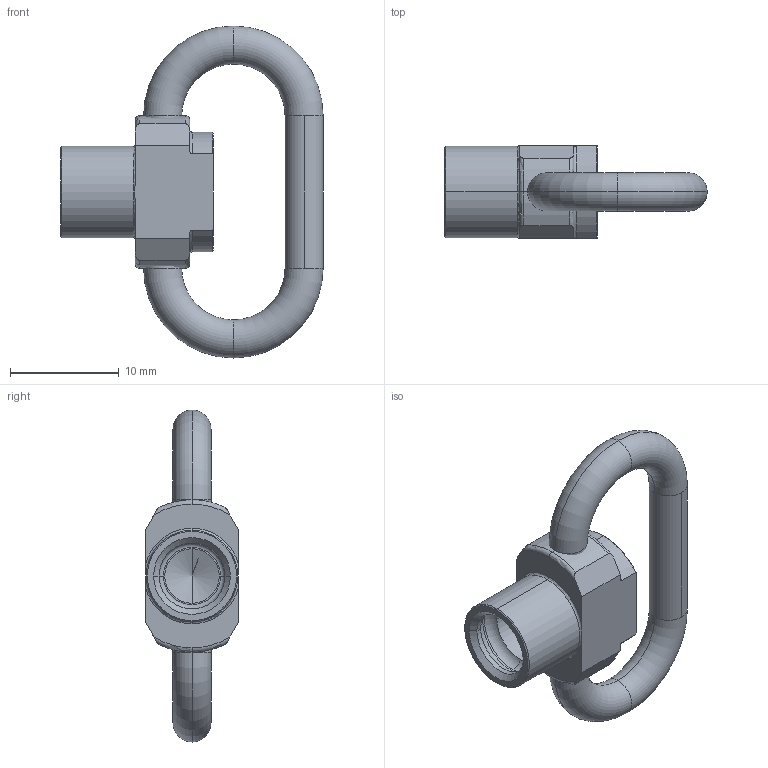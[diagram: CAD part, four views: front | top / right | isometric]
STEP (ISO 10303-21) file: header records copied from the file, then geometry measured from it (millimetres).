
FILE_DESCRIPTION(('STEP AP214'),'1');
FILE_NAME('HALDERN_EH_22330_1409.stp','2020-11-13T10:46:32',('TraceParts'),('TraceParts S.A.'),'Spatial InterOp 3D',' ',' ');
FILE_SCHEMA(('AUTOMOTIVE_DESIGN { 1 0 10303 214 1 1 1 1 }'));
Length unit declared in the file: millimetre
Products named in the file (1): HALDERN_EH_22330_1409_1
Bounding box: 24.1 x 8.5 x 30.5 mm (x, y, z)
Volume: 1354 mm3; surface area: 1564.8 mm2
Topology: 2 solids, 2 shells, 77 faces, 186 edges, 113 vertices
Faces by surface type: torus 28, cylinder 24, plane 15, cone 10
Entity records: 3010 total; most frequent: CARTESIAN_POINT 516, DIRECTION 432, ORIENTED_EDGE 368, AXIS2_PLACEMENT_3D 187, EDGE_CURVE 184, VERTEX_POINT 113, CIRCLE 108, STYLED_ITEM 79
